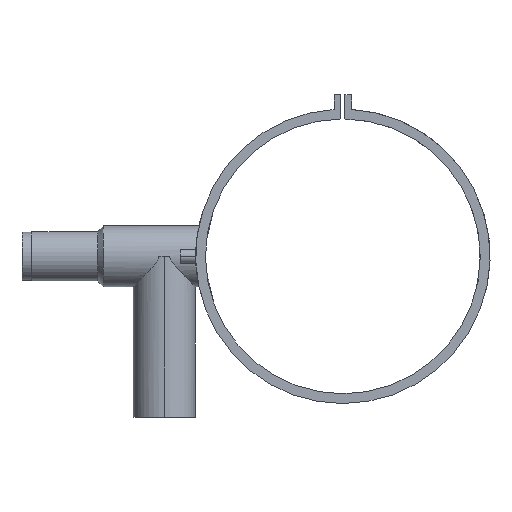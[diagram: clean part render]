
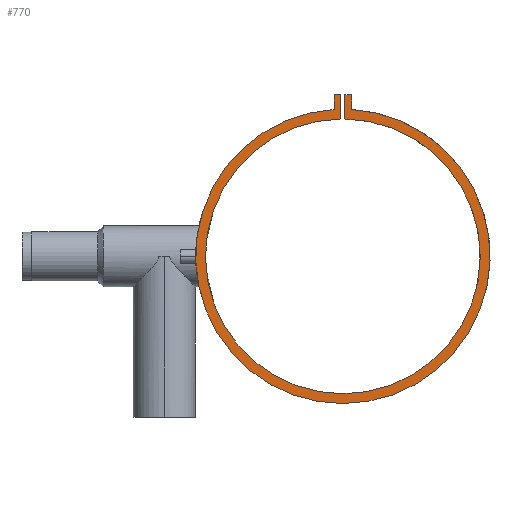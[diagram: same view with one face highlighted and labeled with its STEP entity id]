
A CAD part, left-side view. The second image highlights one B-rep face of the part: STEP entity #770.
In plain terms, the highlighted planar face has unit normal (-1, 0, 0).
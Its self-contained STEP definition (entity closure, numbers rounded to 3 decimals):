
#19 = LINE ( 'NONE', #912, #818 ) ;
#35 = DIRECTION ( 'NONE',  ( 0., 0., -1. ) ) ;
#64 = AXIS2_PLACEMENT_3D ( 'NONE', #2664, #854, #1679 ) ;
#126 = EDGE_CURVE ( 'NONE', #2622, #2464, #638, .T. ) ;
#133 = ORIENTED_EDGE ( 'NONE', *, *, #2654, .F. ) ;
#139 = LINE ( 'NONE', #1027, #1552 ) ;
#145 = EDGE_LOOP ( 'NONE', ( #1261, #1743, #468, #133, #2517, #1094, #1418, #654 ) ) ;
#234 = EDGE_CURVE ( 'NONE', #2688, #1116, #902, .T. ) ;
#331 = EDGE_CURVE ( 'NONE', #437, #2622, #1873, .T. ) ;
#437 = VERTEX_POINT ( 'NONE', #2601 ) ;
#468 = ORIENTED_EDGE ( 'NONE', *, *, #1730, .F. ) ;
#592 = LINE ( 'NONE', #1451, #633 ) ;
#633 = VECTOR ( 'NONE', #2243, 1000. ) ;
#638 = LINE ( 'NONE', #1492, #1311 ) ;
#654 = ORIENTED_EDGE ( 'NONE', *, *, #1205, .F. ) ;
#670 = CARTESIAN_POINT ( 'NONE',  ( -80., -9., 149.73 ) ) ;
#707 = VERTEX_POINT ( 'NONE', #1385 ) ;
#736 = EDGE_CURVE ( 'NONE', #2413, #2688, #139, .T. ) ;
#770 = ADVANCED_FACE ( 'NONE', ( #1847 ), #2641, .F. ) ;
#818 = VECTOR ( 'NONE', #1728, 1000. ) ;
#826 = CARTESIAN_POINT ( 'NONE',  ( -80., 0., 0. ) ) ;
#828 = EDGE_CURVE ( 'NONE', #2464, #707, #1318, .T. ) ;
#852 = DIRECTION ( 'NONE',  ( 0., -1., 0. ) ) ;
#854 = DIRECTION ( 'NONE',  ( -1., 0., 0. ) ) ;
#891 = CARTESIAN_POINT ( 'NONE',  ( -80., -2., 164.73 ) ) ;
#902 = CIRCLE ( 'NONE', #1271, 150. ) ;
#912 = CARTESIAN_POINT ( 'NONE',  ( -80., 9., 164.73 ) ) ;
#1011 = CARTESIAN_POINT ( 'NONE',  ( -80., -9., 164.73 ) ) ;
#1027 = CARTESIAN_POINT ( 'NONE',  ( -80., -9., 164.73 ) ) ;
#1094 = ORIENTED_EDGE ( 'NONE', *, *, #126, .F. ) ;
#1107 = CARTESIAN_POINT ( 'NONE',  ( -80., 2., 164.73 ) ) ;
#1116 = VERTEX_POINT ( 'NONE', #1440 ) ;
#1140 = CARTESIAN_POINT ( 'NONE',  ( -80., 0., 0. ) ) ;
#1205 = EDGE_CURVE ( 'NONE', #1116, #437, #19, .T. ) ;
#1261 = ORIENTED_EDGE ( 'NONE', *, *, #234, .F. ) ;
#1271 = AXIS2_PLACEMENT_3D ( 'NONE', #1140, #1941, #35 ) ;
#1311 = VECTOR ( 'NONE', #2285, 1000. ) ;
#1318 = CIRCLE ( 'NONE', #64, 140. ) ;
#1380 = VERTEX_POINT ( 'NONE', #2368 ) ;
#1385 = CARTESIAN_POINT ( 'NONE',  ( -80., -2., 139.986 ) ) ;
#1418 = ORIENTED_EDGE ( 'NONE', *, *, #331, .F. ) ;
#1440 = CARTESIAN_POINT ( 'NONE',  ( -80., 9., 149.73 ) ) ;
#1451 = CARTESIAN_POINT ( 'NONE',  ( -80., -2., 164.73 ) ) ;
#1492 = CARTESIAN_POINT ( 'NONE',  ( -80., 2., 164.73 ) ) ;
#1552 = VECTOR ( 'NONE', #1834, 1000. ) ;
#1654 = DIRECTION ( 'NONE',  ( 1., 0., 0. ) ) ;
#1679 = DIRECTION ( 'NONE',  ( 0., 0., -1. ) ) ;
#1712 = DIRECTION ( 'NONE',  ( 0., 0., 1. ) ) ;
#1728 = DIRECTION ( 'NONE',  ( 0., 0., 1. ) ) ;
#1730 = EDGE_CURVE ( 'NONE', #1380, #2413, #592, .T. ) ;
#1743 = ORIENTED_EDGE ( 'NONE', *, *, #736, .F. ) ;
#1834 = DIRECTION ( 'NONE',  ( 0., 0., -1. ) ) ;
#1847 = FACE_OUTER_BOUND ( 'NONE', #145, .T. ) ;
#1873 = LINE ( 'NONE', #2662, #2017 ) ;
#1941 = DIRECTION ( 'NONE',  ( 1., 0., 0. ) ) ;
#1981 = VECTOR ( 'NONE', #1712, 1000. ) ;
#2017 = VECTOR ( 'NONE', #852, 1000. ) ;
#2243 = DIRECTION ( 'NONE',  ( 0., -1., 0. ) ) ;
#2285 = DIRECTION ( 'NONE',  ( 0., 0., -1. ) ) ;
#2368 = CARTESIAN_POINT ( 'NONE',  ( -80., -2., 164.73 ) ) ;
#2413 = VERTEX_POINT ( 'NONE', #1011 ) ;
#2447 = DIRECTION ( 'NONE',  ( 0., 0., -1. ) ) ;
#2464 = VERTEX_POINT ( 'NONE', #2482 ) ;
#2482 = CARTESIAN_POINT ( 'NONE',  ( -80., 2., 139.986 ) ) ;
#2517 = ORIENTED_EDGE ( 'NONE', *, *, #828, .F. ) ;
#2549 = AXIS2_PLACEMENT_3D ( 'NONE', #826, #1654, #2447 ) ;
#2601 = CARTESIAN_POINT ( 'NONE',  ( -80., 9., 164.73 ) ) ;
#2622 = VERTEX_POINT ( 'NONE', #1107 ) ;
#2641 = PLANE ( 'NONE',  #2549 ) ;
#2654 = EDGE_CURVE ( 'NONE', #707, #1380, #2700, .T. ) ;
#2662 = CARTESIAN_POINT ( 'NONE',  ( -80., 9., 164.73 ) ) ;
#2664 = CARTESIAN_POINT ( 'NONE',  ( -80., 0., 0. ) ) ;
#2688 = VERTEX_POINT ( 'NONE', #670 ) ;
#2700 = LINE ( 'NONE', #891, #1981 ) ;
